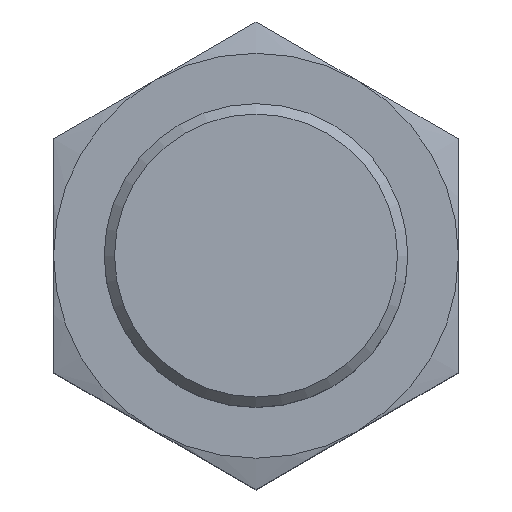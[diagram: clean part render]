
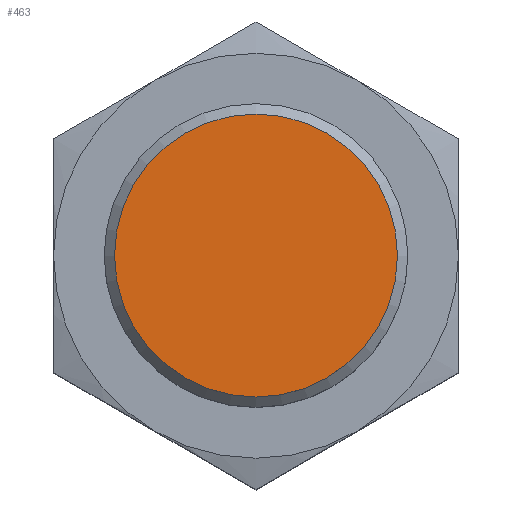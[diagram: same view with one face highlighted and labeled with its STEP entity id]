
A CAD part, top view. The second image highlights one B-rep face of the part: STEP entity #463.
In plain terms, the highlighted face is planar.
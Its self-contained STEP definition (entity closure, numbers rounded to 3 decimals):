
#64=PLANE('',#529);
#104=ORIENTED_EDGE('',*,*,#222,.F.);
#222=EDGE_CURVE('',#281,#281,#321,.T.);
#281=VERTEX_POINT('',#758);
#321=CIRCLE('',#530,8.387);
#350=EDGE_LOOP('',(#104));
#404=FACE_BOUND('',#350,.T.);
#463=ADVANCED_FACE('',(#404),#64,.F.);
#529=AXIS2_PLACEMENT_3D('',#756,#602,#603);
#530=AXIS2_PLACEMENT_3D('',#757,#604,#605);
#602=DIRECTION('',(1.,0.,0.));
#603=DIRECTION('',(0.,0.,-1.));
#604=DIRECTION('',(1.,0.,0.));
#605=DIRECTION('',(0.,0.,-1.));
#756=CARTESIAN_POINT('',(0.,0.,0.));
#757=CARTESIAN_POINT('',(0.,0.,0.));
#758=CARTESIAN_POINT('',(0.,0.,-8.387));
